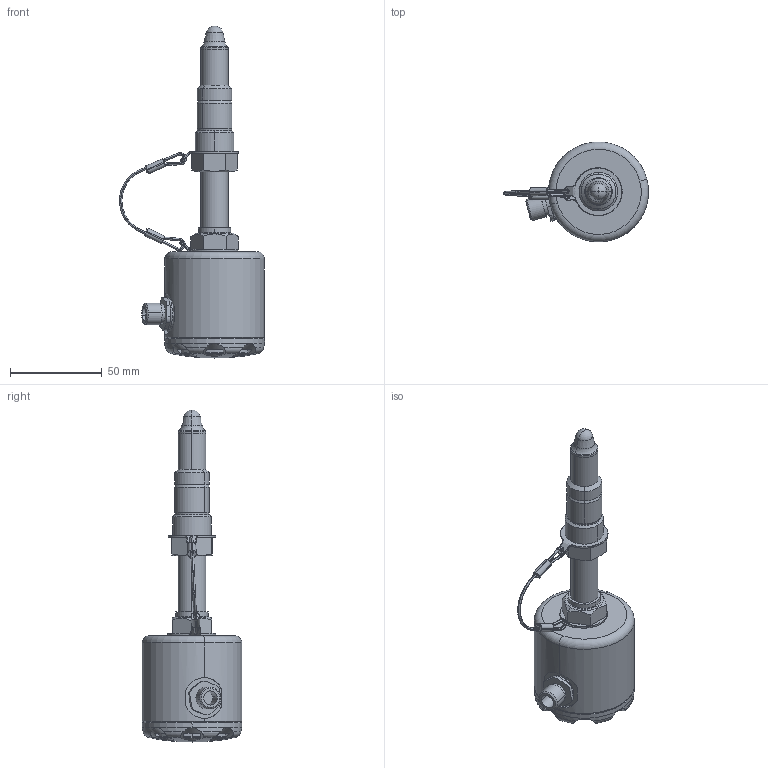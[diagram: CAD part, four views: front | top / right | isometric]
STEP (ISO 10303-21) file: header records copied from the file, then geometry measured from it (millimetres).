
FILE_DESCRIPTION((''),'2;1');
FILE_NAME('LSM_VARIABEL_ASM','2010-09-29T',('on'),(''),'PRO/ENGINEER BY PARAMETRIC TECHNOLOGY CORPORATION, 2005110','PRO/ENGINEER BY PARAMETRIC TECHNOLOGY CORPORATION, 2005110','');
FILE_SCHEMA(('CONFIG_CONTROL_DESIGN'));
Length unit declared in the file: millimetre
Products named in the file (20): 3031-049; 3031-050; LAAG_ORING_ASM; YMER_ASM; 2103-095; 2103-093; 2103-092; 2103-097; WELDING_PART_NIPLE_ASM; 3600-001; STAALWEIER; KLEMERING; WIER_KLEMRING_ASM; FLEXTOP_TOP1; NY_HUS_NORMAL; 2103102; 2103103; ORING; M_12_STIK; LSM_VARIABEL_ASM
Assembly tree (21 placements, depth 4):
  LSM_VARIABEL_ASM
    YMER_ASM
      LAAG_ORING_ASM
        3031-049
        3031-050
    2103-095
    2103-093
    2103-092
    WELDING_PART_NIPLE_ASM
      2103-097
    3600-001  x2
    WIER_KLEMRING_ASM
      STAALWEIER
      KLEMERING  x2
    FLEXTOP_TOP1
    NY_HUS_NORMAL
    2103102
    2103103
    ORING
    M_12_STIK
Bounding box: 79.06 x 54.5 x 180.96 mm (x, y, z)
Volume: 96248 mm3; surface area: 60928.7 mm2
Topology: 17 solids, 19 shells, 769 faces, 2042 edges, 1319 vertices
Faces by surface type: plane 420, cylinder 135, bspline 94, cone 58, torus 54, sphere 4, extrusion 4
Entity records: 30758 total; most frequent: CARTESIAN_POINT 12684, ORIENTED_EDGE 3898, DIRECTION 3352, EDGE_CURVE 1952, VERTEX_POINT 1267, AXIS2_PLACEMENT_3D 1173, VECTOR 1006, LINE 1004
